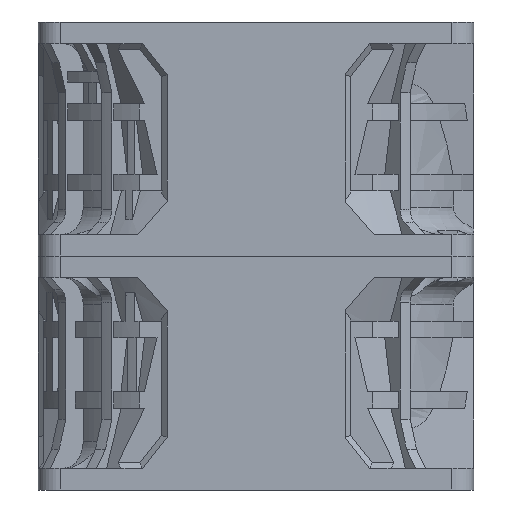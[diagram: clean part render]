
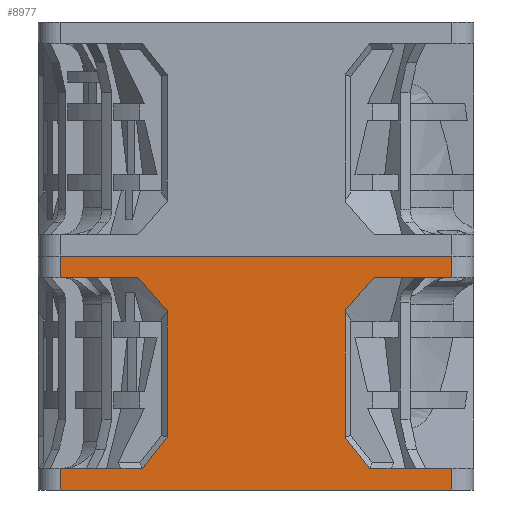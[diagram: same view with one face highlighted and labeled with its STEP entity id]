
A CAD part, front view. The second image highlights one B-rep face of the part: STEP entity #8977.
In plain terms, the highlighted planar face has unit normal (0, -1, 0).
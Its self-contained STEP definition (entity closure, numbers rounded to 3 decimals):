
#40=DIRECTION('',(1.,0.,0.));
#41=VECTOR('',#40,14.315);
#42=CARTESIAN_POINT('',(11.991,7.991,-4.));
#43=LINE('',#42,#41);
#221=CARTESIAN_POINT('',(31.642,7.991,-10.102));
#223=DIRECTION('',(0.621,0.,-0.784));
#224=VECTOR('',#223,7.274);
#225=CARTESIAN_POINT('',(64.352,7.991,-33.298));
#226=LINE('',#225,#224);
#227=DIRECTION('',(0.621,0.,0.784));
#228=VECTOR('',#227,7.274);
#229=CARTESIAN_POINT('',(27.126,7.991,-39.));
#230=LINE('',#229,#228);
#231=DIRECTION('',(0.,0.,1.));
#232=VECTOR('',#231,23.197);
#233=CARTESIAN_POINT('',(31.642,7.991,-33.298));
#234=LINE('',#233,#232);
#235=CARTESIAN_POINT('',(31.642,7.991,-10.102));
#236=CARTESIAN_POINT('',(31.047,7.991,-9.501));
#237=CARTESIAN_POINT('',(29.859,7.991,-8.246));
#238=CARTESIAN_POINT('',(28.09,7.991,-6.22));
#239=CARTESIAN_POINT('',(26.902,7.991,-4.757));
#240=CARTESIAN_POINT('',(26.306,7.991,-4.));
#242=CARTESIAN_POINT('',(64.352,7.991,-10.088));
#243=CARTESIAN_POINT('',(64.962,7.991,-9.473));
#244=CARTESIAN_POINT('',(66.166,7.991,-8.199));
#245=CARTESIAN_POINT('',(67.929,7.991,-6.174));
#246=CARTESIAN_POINT('',(69.096,7.991,-4.738));
#247=CARTESIAN_POINT('',(69.676,7.991,-4.));
#263=DIRECTION('',(0.,0.,1.));
#264=VECTOR('',#263,23.21);
#265=CARTESIAN_POINT('',(64.352,7.991,-33.298));
#266=LINE('',#265,#264);
#391=DIRECTION('',(-1.,0.,0.));
#392=VECTOR('',#391,3.943);
#393=CARTESIAN_POINT('',(72.812,7.991,-39.));
#394=LINE('',#393,#392);
#507=DIRECTION('',(-1.,0.,0.));
#508=VECTOR('',#507,11.179);
#509=CARTESIAN_POINT('',(83.991,7.991,-39.));
#510=LINE('',#509,#508);
#649=DIRECTION('',(1.,0.,0.));
#650=VECTOR('',#649,14.315);
#651=CARTESIAN_POINT('',(69.676,7.991,-4.));
#652=LINE('',#651,#650);
#1155=DIRECTION('',(-1.,0.,0.));
#1156=VECTOR('',#1155,72.);
#1157=CARTESIAN_POINT('',(83.991,7.991,0.));
#1158=LINE('',#1157,#1156);
#2478=DIRECTION('',(-1.,0.,0.));
#2479=VECTOR('',#2478,11.179);
#2480=CARTESIAN_POINT('',(23.17,7.991,-39.));
#2481=LINE('',#2480,#2479);
#2562=DIRECTION('',(0.,0.,-1.));
#2563=VECTOR('',#2562,4.);
#2564=CARTESIAN_POINT('',(11.991,7.991,-39.));
#2565=LINE('',#2564,#2563);
#2618=DIRECTION('',(1.,0.,0.));
#2619=VECTOR('',#2618,72.);
#2620=CARTESIAN_POINT('',(11.991,7.991,-43.));
#2621=LINE('',#2620,#2619);
#3805=DIRECTION('',(0.,0.,1.));
#3806=VECTOR('',#3805,4.);
#3807=CARTESIAN_POINT('',(83.991,7.991,-43.));
#3808=LINE('',#3807,#3806);
#5979=DIRECTION('',(0.,0.,-1.));
#5980=VECTOR('',#5979,4.);
#5981=CARTESIAN_POINT('',(11.991,7.991,0.));
#5982=LINE('',#5981,#5980);
#6628=DIRECTION('',(0.,0.,1.));
#6629=VECTOR('',#6628,4.);
#6630=CARTESIAN_POINT('',(83.991,7.991,-4.));
#6631=LINE('',#6630,#6629);
#6686=DIRECTION('',(-1.,0.,0.));
#6687=VECTOR('',#6686,3.956);
#6688=CARTESIAN_POINT('',(27.126,7.991,-39.));
#6689=LINE('',#6688,#6687);
#6878=CARTESIAN_POINT('',(11.991,7.991,-4.));
#6879=VERTEX_POINT('',#6878);
#6880=CARTESIAN_POINT('',(26.306,7.991,-4.));
#6881=VERTEX_POINT('',#6880);
#6933=VERTEX_POINT('',#221);
#6934=CARTESIAN_POINT('',(64.352,7.991,-33.298));
#6935=CARTESIAN_POINT('',(68.869,7.991,-39.));
#6936=VERTEX_POINT('',#6934);
#6937=VERTEX_POINT('',#6935);
#6938=CARTESIAN_POINT('',(27.126,7.991,-39.));
#6939=CARTESIAN_POINT('',(31.642,7.991,-33.298));
#6940=VERTEX_POINT('',#6938);
#6941=VERTEX_POINT('',#6939);
#6942=VERTEX_POINT('',#242);
#6943=VERTEX_POINT('',#247);
#6986=CARTESIAN_POINT('',(72.812,7.991,-39.));
#6987=VERTEX_POINT('',#6986);
#7028=CARTESIAN_POINT('',(83.991,7.991,-39.));
#7029=VERTEX_POINT('',#7028);
#7064=CARTESIAN_POINT('',(83.991,7.991,-4.));
#7065=VERTEX_POINT('',#7064);
#7169=CARTESIAN_POINT('',(83.991,7.991,0.));
#7170=VERTEX_POINT('',#7169);
#7173=CARTESIAN_POINT('',(11.991,7.991,0.));
#7174=VERTEX_POINT('',#7173);
#7302=CARTESIAN_POINT('',(11.991,7.991,-43.));
#7304=VERTEX_POINT('',#7302);
#7305=CARTESIAN_POINT('',(83.991,7.991,-43.));
#7306=VERTEX_POINT('',#7305);
#7929=CARTESIAN_POINT('',(23.17,7.991,-39.));
#7930=VERTEX_POINT('',#7929);
#7931=CARTESIAN_POINT('',(11.991,7.991,-39.));
#7932=VERTEX_POINT('',#7931);
#8937=CARTESIAN_POINT('',(47.991,7.991,-21.5));
#8938=DIRECTION('',(0.,1.,0.));
#8939=DIRECTION('',(1.,0.,0.));
#8940=AXIS2_PLACEMENT_3D('',#8937,#8938,#8939);
#8941=PLANE('',#8940);
#8943=ORIENTED_EDGE('',*,*,#8942,.F.);
#8945=ORIENTED_EDGE('',*,*,#8944,.F.);
#8947=ORIENTED_EDGE('',*,*,#8946,.T.);
#8949=ORIENTED_EDGE('',*,*,#8948,.F.);
#8951=ORIENTED_EDGE('',*,*,#8950,.F.);
#8953=ORIENTED_EDGE('',*,*,#8952,.F.);
#8955=ORIENTED_EDGE('',*,*,#8954,.F.);
#8957=ORIENTED_EDGE('',*,*,#8956,.F.);
#8959=ORIENTED_EDGE('',*,*,#8958,.F.);
#8961=ORIENTED_EDGE('',*,*,#8960,.F.);
#8963=ORIENTED_EDGE('',*,*,#8962,.T.);
#8964=ORIENTED_EDGE('',*,*,#8930,.T.);
#8965=ORIENTED_EDGE('',*,*,#8917,.T.);
#8966=ORIENTED_EDGE('',*,*,#8667,.F.);
#8968=ORIENTED_EDGE('',*,*,#8967,.F.);
#8970=ORIENTED_EDGE('',*,*,#8969,.F.);
#8972=ORIENTED_EDGE('',*,*,#8971,.F.);
#8974=ORIENTED_EDGE('',*,*,#8973,.F.);
#8975=EDGE_LOOP('',(#8943,#8945,#8947,#8949,#8951,#8953,#8955,#8957,#8959,#8961,
#8963,#8964,#8965,#8966,#8968,#8970,#8972,#8974));
#8976=FACE_OUTER_BOUND('',#8975,.F.);
#8977=ADVANCED_FACE('',(#8976),#8941,.F.);
#241=B_SPLINE_CURVE_WITH_KNOTS('',3,(#235,#236,#237,#238,#239,#240),
.UNSPECIFIED.,.F.,.F.,(4,1,1,4),(0.,0.333,0.667,1.),
.UNSPECIFIED.);
#248=B_SPLINE_CURVE_WITH_KNOTS('',3,(#242,#243,#244,#245,#246,#247),
.UNSPECIFIED.,.F.,.F.,(4,1,1,4),(0.,0.333,0.667,1.),
.UNSPECIFIED.);
#8667=EDGE_CURVE('',#6879,#6881,#43,.T.);
#8917=EDGE_CURVE('',#6933,#6881,#241,.T.);
#8930=EDGE_CURVE('',#6941,#6933,#234,.T.);
#8942=EDGE_CURVE('',#6942,#6943,#248,.T.);
#8944=EDGE_CURVE('',#6936,#6942,#266,.T.);
#8946=EDGE_CURVE('',#6936,#6937,#226,.T.);
#8948=EDGE_CURVE('',#6987,#6937,#394,.T.);
#8950=EDGE_CURVE('',#7029,#6987,#510,.T.);
#8952=EDGE_CURVE('',#7306,#7029,#3808,.T.);
#8954=EDGE_CURVE('',#7304,#7306,#2621,.T.);
#8956=EDGE_CURVE('',#7932,#7304,#2565,.T.);
#8958=EDGE_CURVE('',#7930,#7932,#2481,.T.);
#8960=EDGE_CURVE('',#6940,#7930,#6689,.T.);
#8962=EDGE_CURVE('',#6940,#6941,#230,.T.);
#8967=EDGE_CURVE('',#7174,#6879,#5982,.T.);
#8969=EDGE_CURVE('',#7170,#7174,#1158,.T.);
#8971=EDGE_CURVE('',#7065,#7170,#6631,.T.);
#8973=EDGE_CURVE('',#6943,#7065,#652,.T.);
